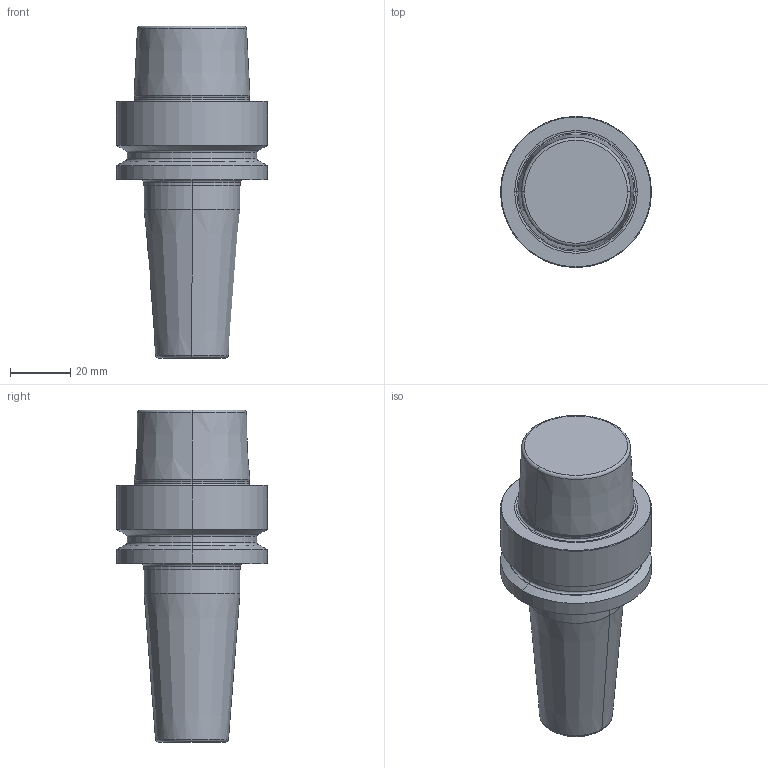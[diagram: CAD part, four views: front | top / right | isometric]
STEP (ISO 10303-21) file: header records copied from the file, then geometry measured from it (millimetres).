
FILE_DESCRIPTION((''),'2;1');
FILE_NAME('30338485','2017-06-21T',('bahnemannr'),(''),'PRO/ENGINEER BY PARAMETRIC TECHNOLOGY CORPORATION, 2011220','PRO/ENGINEER BY PARAMETRIC TECHNOLOGY CORPORATION, 2011220','');
FILE_SCHEMA(('AUTOMOTIVE_DESIGN_CC2 { 1 2 10303 214 -1 1 5 2 }'));
Length unit declared in the file: millimetre
Products named in the file (1): 30338485
Bounding box: 50 x 50 x 109.9 mm (x, y, z)
Volume: 110358.3 mm3; surface area: 17406.9 mm2
Topology: 1 solids, 1 shells, 53 faces, 106 edges, 64 vertices
Faces by surface type: torus 16, cylinder 14, cone 14, plane 9
Entity records: 1776 total; most frequent: DIRECTION 294, CARTESIAN_POINT 222, ORIENTED_EDGE 208, AXIS2_PLACEMENT_3D 132, PRESENTATION_STYLE_ASSIGNMENT 110, STYLED_ITEM 110, CURVE_STYLE 109, EDGE_CURVE 104
